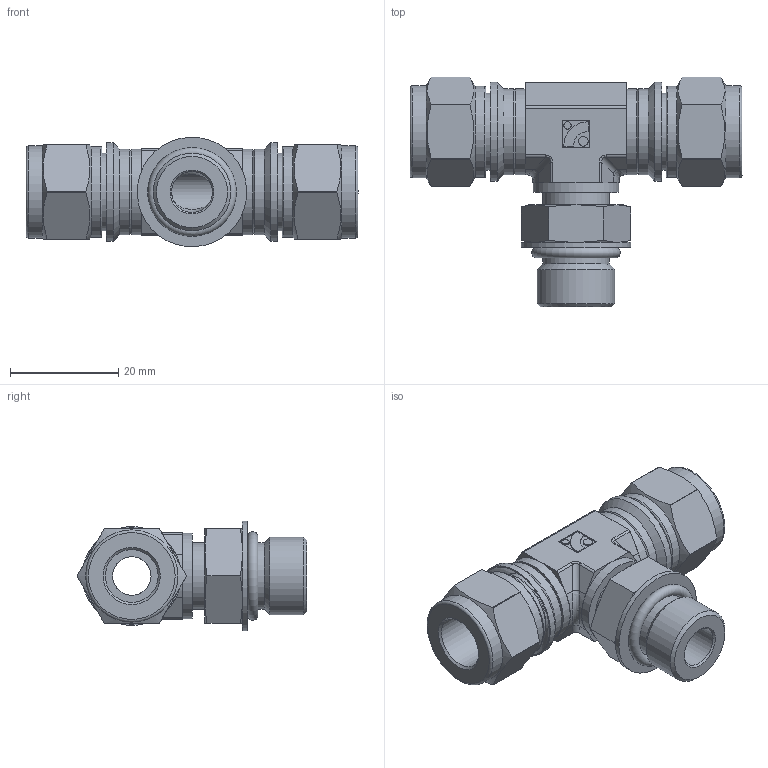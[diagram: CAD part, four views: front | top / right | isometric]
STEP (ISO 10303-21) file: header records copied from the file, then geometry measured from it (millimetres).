
FILE_DESCRIPTION(/* description */ (''),/* implementation_level */ '2;1');
FILE_NAME(/* name */ 'SPMBTI-6-6U.stp',/* time_stamp */ '2022-05-25T13:59:00+09:00',/* author */ ('user'),/* organization */ (''),/* preprocessor_version */ 'ST-DEVELOPER v18.1',/* originating_system */ 'Autodesk Inventor 2022',/* authorisation */ '');
FILE_SCHEMA (('AUTOMOTIVE_DESIGN { 1 0 10303 214 3 1 1 }'));
Length unit declared in the file: millimetre
Products named in the file (1): SPMBTI-6-6U
Bounding box: 61.23 x 42.38 x 20.18 mm (x, y, z)
Volume: 13822.1 mm3; surface area: 9560.4 mm2
Topology: 2 solids, 2 shells, 175 faces, 389 edges, 241 vertices
Faces by surface type: plane 64, cylinder 63, cone 35, torus 6, bspline 6, sphere 1
Full cylindrical faces by diameter (mm): 1.35 x1, 1.8 x1, 7.1 x1, 7.112 x2, 7.5 x1, 9.73 x2, 12.2 x2, 12.4 x1, 12.5 x2, 13.05 x2, 14.28 x2, 14.3 x1, 15.8 x5, 16.8 x2, 17 x2, 18.25 x2, 20.2 x1
Entity records: 5038 total; most frequent: CARTESIAN_POINT 1098, DIRECTION 859, ORIENTED_EDGE 778, EDGE_CURVE 389, AXIS2_PLACEMENT_3D 350, VERTEX_POINT 241, EDGE_LOOP 204, FACE_OUTER_BOUND 175
